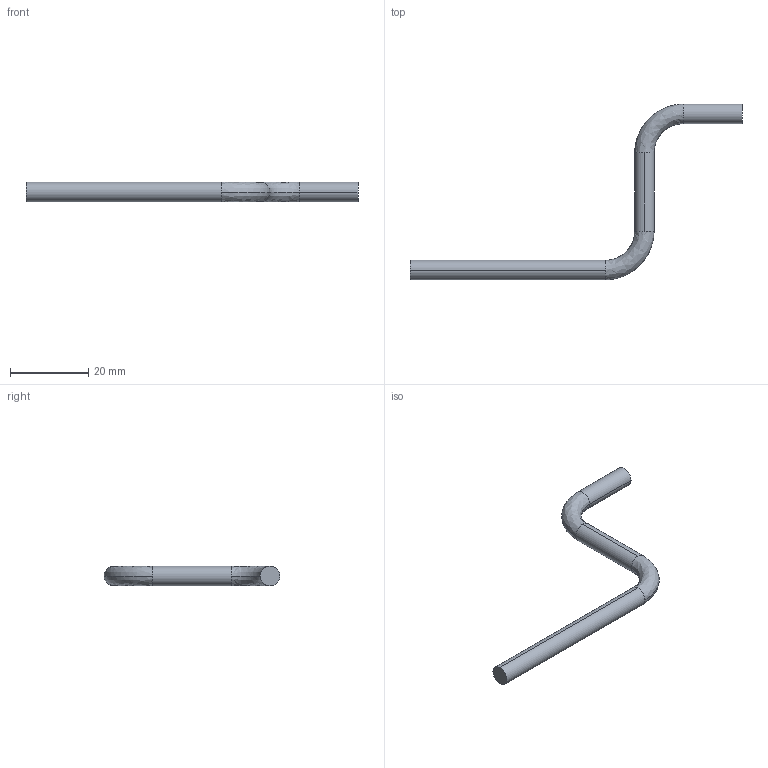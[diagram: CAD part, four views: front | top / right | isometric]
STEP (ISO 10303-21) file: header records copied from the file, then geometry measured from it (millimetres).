
FILE_DESCRIPTION (( 'STEP AP214' ), '1' );
FILE_NAME ('Pipe_Test_Material anim.STEP', '2018-03-29T22:33:13', ( 'default' ), ( '' ), 'SwSTEP 2.0', 'SolidWorks 2017', '' );
FILE_SCHEMA (( 'AUTOMOTIVE_DESIGN' ));
Length unit declared in the file: inch
Products named in the file (1): Pipe_Test_Material anim
Bounding box: 85 x 45 x 5 mm (x, y, z)
Volume: 2285.8 mm3; surface area: 1867.9 mm2
Topology: 1 solids, 1 shells, 12 faces, 28 edges, 18 vertices
Faces by surface type: cylinder 6, bspline 4, plane 2
Entity records: 598 total; most frequent: CARTESIAN_POINT 119, DIRECTION 68, ORIENTED_EDGE 56, AXIS2_PLACEMENT_3D 31, EDGE_CURVE 28, CIRCLE 22, VERTEX_POINT 18, DIMENSIONAL_EXPONENTS 15
